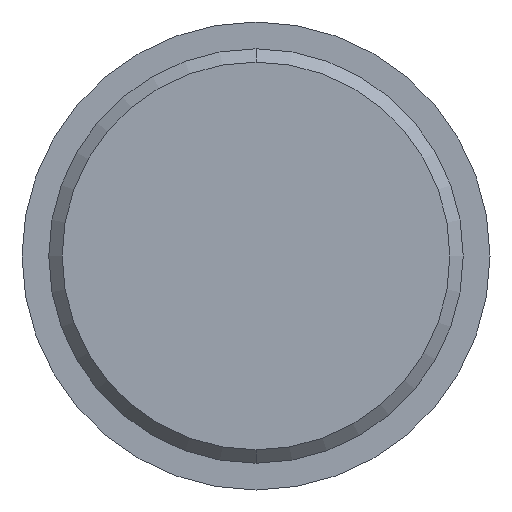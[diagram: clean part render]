
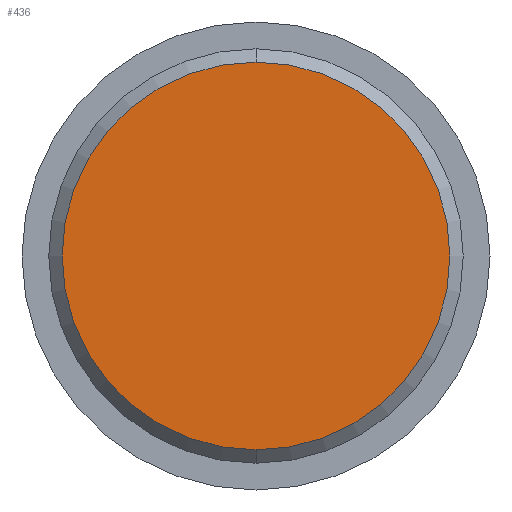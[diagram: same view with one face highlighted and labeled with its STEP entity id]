
A CAD part, front view. The second image highlights one B-rep face of the part: STEP entity #436.
In plain terms, the highlighted planar face has unit normal (0, -1, 0).
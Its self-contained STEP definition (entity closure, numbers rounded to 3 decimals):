
#23 = CARTESIAN_POINT ( 'NONE',  ( 0., 0., 0. ) ) ;
#46 = DIRECTION ( 'NONE',  ( 0., -1., 0. ) ) ;
#71 = CIRCLE ( 'NONE', #320, 14.5 ) ;
#107 = VERTEX_POINT ( 'NONE', #562 ) ;
#111 = EDGE_CURVE ( 'NONE', #696, #107, #71, .T. ) ;
#142 = CARTESIAN_POINT ( 'NONE',  ( 0., 0., -14.5 ) ) ;
#162 = EDGE_CURVE ( 'NONE', #107, #696, #764, .T. ) ;
#200 = DIRECTION ( 'NONE',  ( 0., 1., 0. ) ) ;
#209 = DIRECTION ( 'NONE',  ( 0., 0., 1. ) ) ;
#244 = AXIS2_PLACEMENT_3D ( 'NONE', #452, #46, #340 ) ;
#257 = FACE_OUTER_BOUND ( 'NONE', #636, .T. ) ;
#320 = AXIS2_PLACEMENT_3D ( 'NONE', #23, #705, #336 ) ;
#336 = DIRECTION ( 'NONE',  ( 0., 0., 1. ) ) ;
#340 = DIRECTION ( 'NONE',  ( 0., 0., 1. ) ) ;
#371 = ORIENTED_EDGE ( 'NONE', *, *, #111, .T. ) ;
#436 = ADVANCED_FACE ( 'NONE', ( #257 ), #617, .F. ) ;
#452 = CARTESIAN_POINT ( 'NONE',  ( 0., 0., 0. ) ) ;
#562 = CARTESIAN_POINT ( 'NONE',  ( 0., 0., 14.5 ) ) ;
#617 = PLANE ( 'NONE',  #790 ) ;
#636 = EDGE_LOOP ( 'NONE', ( #768, #371 ) ) ;
#682 = CARTESIAN_POINT ( 'NONE',  ( 0., 0., 0. ) ) ;
#696 = VERTEX_POINT ( 'NONE', #142 ) ;
#705 = DIRECTION ( 'NONE',  ( 0., -1., 0. ) ) ;
#764 = CIRCLE ( 'NONE', #244, 14.5 ) ;
#768 = ORIENTED_EDGE ( 'NONE', *, *, #162, .T. ) ;
#790 = AXIS2_PLACEMENT_3D ( 'NONE', #682, #200, #209 ) ;
